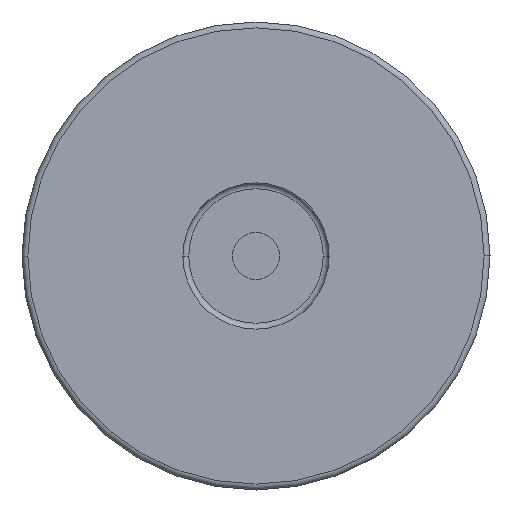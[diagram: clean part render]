
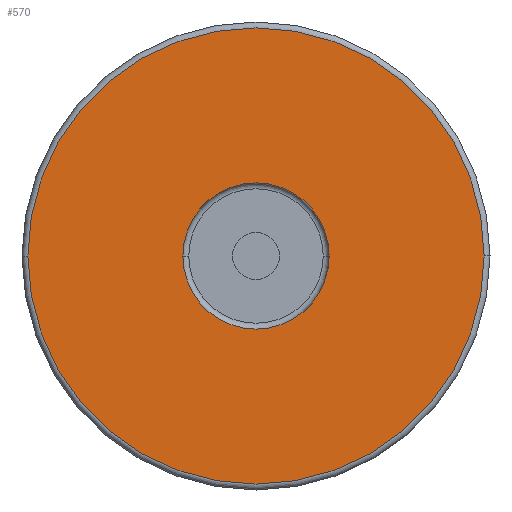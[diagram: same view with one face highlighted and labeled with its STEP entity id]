
A CAD part, front view. The second image highlights one B-rep face of the part: STEP entity #570.
In plain terms, the highlighted planar face has unit normal (0, -1, 0).
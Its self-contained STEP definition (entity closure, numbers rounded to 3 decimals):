
#2 = DIRECTION ( 'NONE',  ( 0., -1., 0. ) ) ;
#20 = DIRECTION ( 'NONE',  ( 0., 1., 0. ) ) ;
#30 = EDGE_LOOP ( 'NONE', ( #120, #126 ) ) ;
#34 = EDGE_CURVE ( 'NONE', #767, #657, #180, .T. ) ;
#52 = FACE_BOUND ( 'NONE', #103, .T. ) ;
#77 = DIRECTION ( 'NONE',  ( 0., 1., 0. ) ) ;
#84 = CARTESIAN_POINT ( 'NONE',  ( -1.25, -0.5, 0. ) ) ;
#103 = EDGE_LOOP ( 'NONE', ( #655, #289 ) ) ;
#120 = ORIENTED_EDGE ( 'NONE', *, *, #34, .F. ) ;
#126 = ORIENTED_EDGE ( 'NONE', *, *, #325, .F. ) ;
#129 = DIRECTION ( 'NONE',  ( -1., 0., 0. ) ) ;
#172 = DIRECTION ( 'NONE',  ( 0., 1., 0. ) ) ;
#180 = CIRCLE ( 'NONE', #327, 3.9 ) ;
#181 = AXIS2_PLACEMENT_3D ( 'NONE', #565, #172, #500 ) ;
#191 = FACE_OUTER_BOUND ( 'NONE', #30, .T. ) ;
#201 = DIRECTION ( 'NONE',  ( 0., 1., 0. ) ) ;
#203 = DIRECTION ( 'NONE',  ( -1., 0., 0. ) ) ;
#214 = CARTESIAN_POINT ( 'NONE',  ( 0., -0.5, 0. ) ) ;
#225 = EDGE_CURVE ( 'NONE', #400, #724, #551, .T. ) ;
#283 = AXIS2_PLACEMENT_3D ( 'NONE', #524, #201, #129 ) ;
#289 = ORIENTED_EDGE ( 'NONE', *, *, #522, .T. ) ;
#325 = EDGE_CURVE ( 'NONE', #657, #767, #410, .T. ) ;
#327 = AXIS2_PLACEMENT_3D ( 'NONE', #214, #77, #203 ) ;
#351 = CARTESIAN_POINT ( 'NONE',  ( 3.9, -0.5, 0. ) ) ;
#400 = VERTEX_POINT ( 'NONE', #84 ) ;
#410 = CIRCLE ( 'NONE', #435, 3.9 ) ;
#435 = AXIS2_PLACEMENT_3D ( 'NONE', #491, #20, #690 ) ;
#463 = CARTESIAN_POINT ( 'NONE',  ( -1.25, -0.5, 0. ) ) ;
#487 = CARTESIAN_POINT ( 'NONE',  ( -3.9, -0.5, 0. ) ) ;
#491 = CARTESIAN_POINT ( 'NONE',  ( 0., -0.5, 0. ) ) ;
#500 = DIRECTION ( 'NONE',  ( -1., 0., 0. ) ) ;
#522 = EDGE_CURVE ( 'NONE', #724, #400, #625, .T. ) ;
#524 = CARTESIAN_POINT ( 'NONE',  ( 0., -0.5, 0. ) ) ;
#551 = CIRCLE ( 'NONE', #181, 1.25 ) ;
#565 = CARTESIAN_POINT ( 'NONE',  ( 0., -0.5, 0. ) ) ;
#570 = ADVANCED_FACE ( 'NONE', ( #52, #191 ), #793, .T. ) ;
#625 = CIRCLE ( 'NONE', #283, 1.25 ) ;
#655 = ORIENTED_EDGE ( 'NONE', *, *, #225, .T. ) ;
#657 = VERTEX_POINT ( 'NONE', #351 ) ;
#690 = DIRECTION ( 'NONE',  ( -1., 0., 0. ) ) ;
#712 = AXIS2_PLACEMENT_3D ( 'NONE', #463, #2, #725 ) ;
#724 = VERTEX_POINT ( 'NONE', #758 ) ;
#725 = DIRECTION ( 'NONE',  ( 1., 0., 0. ) ) ;
#758 = CARTESIAN_POINT ( 'NONE',  ( 1.25, -0.5, 0. ) ) ;
#767 = VERTEX_POINT ( 'NONE', #487 ) ;
#793 = PLANE ( 'NONE',  #712 ) ;
